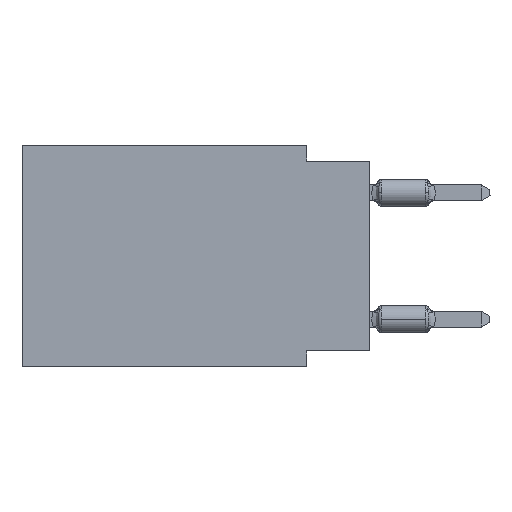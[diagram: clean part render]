
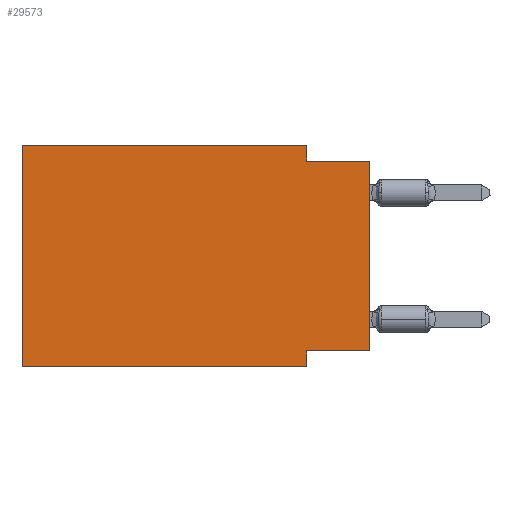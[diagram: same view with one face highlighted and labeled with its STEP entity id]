
A CAD part, left-side view. The second image highlights one B-rep face of the part: STEP entity #29573.
In plain terms, the highlighted planar face has unit normal (-1, 0, 0).
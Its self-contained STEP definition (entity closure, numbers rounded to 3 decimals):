
#188 = CARTESIAN_POINT ( 'NONE',  ( 0., 13.97, 0. ) ) ;
#608 = LINE ( 'NONE', #27097, #12685 ) ;
#1028 = CARTESIAN_POINT ( 'NONE',  ( 0., 2.54, -8.255 ) ) ;
#1097 = VECTOR ( 'NONE', #28057, 1000. ) ;
#1901 = CARTESIAN_POINT ( 'NONE',  ( 0., 0., -0.635 ) ) ;
#2273 = CARTESIAN_POINT ( 'NONE',  ( 0., 0., -8.255 ) ) ;
#2431 = VECTOR ( 'NONE', #32186, 1000. ) ;
#2604 = EDGE_CURVE ( 'NONE', #25330, #23013, #15152, .T. ) ;
#3106 = VECTOR ( 'NONE', #14749, 1000. ) ;
#3721 = DIRECTION ( 'NONE',  ( 0., 0., -1. ) ) ;
#4144 = VECTOR ( 'NONE', #15269, 1000. ) ;
#4558 = LINE ( 'NONE', #22233, #3106 ) ;
#4599 = VERTEX_POINT ( 'NONE', #188 ) ;
#5881 = CARTESIAN_POINT ( 'NONE',  ( 0., 2.54, 0. ) ) ;
#6438 = EDGE_LOOP ( 'NONE', ( #13204, #11930, #13288, #25968, #28724, #7843, #7433, #24325 ) ) ;
#6722 = EDGE_CURVE ( 'NONE', #33576, #28858, #608, .T. ) ;
#6758 = VECTOR ( 'NONE', #11980, 1000. ) ;
#7433 = ORIENTED_EDGE ( 'NONE', *, *, #28832, .F. ) ;
#7442 = CARTESIAN_POINT ( 'NONE',  ( 0., 13.97, 0. ) ) ;
#7447 = EDGE_CURVE ( 'NONE', #10313, #14710, #7949, .T. ) ;
#7843 = ORIENTED_EDGE ( 'NONE', *, *, #6722, .T. ) ;
#7949 = LINE ( 'NONE', #18827, #13788 ) ;
#8322 = CARTESIAN_POINT ( 'NONE',  ( 0., 2.54, -0.635 ) ) ;
#9529 = EDGE_CURVE ( 'NONE', #4599, #27443, #23257, .T. ) ;
#10313 = VERTEX_POINT ( 'NONE', #2273 ) ;
#11126 = CARTESIAN_POINT ( 'NONE',  ( 0., 0., 0. ) ) ;
#11588 = CARTESIAN_POINT ( 'NONE',  ( 0., 0., -0.635 ) ) ;
#11628 = DIRECTION ( 'NONE',  ( 0., -1., 0. ) ) ;
#11930 = ORIENTED_EDGE ( 'NONE', *, *, #2604, .F. ) ;
#11980 = DIRECTION ( 'NONE',  ( 0., 0., -1. ) ) ;
#12323 = CARTESIAN_POINT ( 'NONE',  ( 0., 2.54, -8.89 ) ) ;
#12685 = VECTOR ( 'NONE', #11628, 1000. ) ;
#13204 = ORIENTED_EDGE ( 'NONE', *, *, #28669, .T. ) ;
#13288 = ORIENTED_EDGE ( 'NONE', *, *, #28697, .F. ) ;
#13788 = VECTOR ( 'NONE', #18661, 1000. ) ;
#13824 = VECTOR ( 'NONE', #21842, 1000. ) ;
#14026 = LINE ( 'NONE', #5881, #2431 ) ;
#14537 = CARTESIAN_POINT ( 'NONE',  ( 0., 2.54, -8.89 ) ) ;
#14710 = VERTEX_POINT ( 'NONE', #1028 ) ;
#14749 = DIRECTION ( 'NONE',  ( 0., 0., 1. ) ) ;
#15152 = LINE ( 'NONE', #1901, #1097 ) ;
#15269 = DIRECTION ( 'NONE',  ( 0., -1., 0. ) ) ;
#16407 = CARTESIAN_POINT ( 'NONE',  ( 0., 2.54, 0. ) ) ;
#17120 = FACE_OUTER_BOUND ( 'NONE', #6438, .T. ) ;
#18661 = DIRECTION ( 'NONE',  ( 0., 1., 0. ) ) ;
#18827 = CARTESIAN_POINT ( 'NONE',  ( 0., 0., -8.255 ) ) ;
#19003 = PLANE ( 'NONE',  #20357 ) ;
#19172 = DIRECTION ( 'NONE',  ( 1., 0., 0. ) ) ;
#20357 = AXIS2_PLACEMENT_3D ( 'NONE', #32572, #19172, #3721 ) ;
#21842 = DIRECTION ( 'NONE',  ( 0., 0., 1. ) ) ;
#22233 = CARTESIAN_POINT ( 'NONE',  ( 0., 13.97, 0. ) ) ;
#23013 = VERTEX_POINT ( 'NONE', #11588 ) ;
#23257 = LINE ( 'NONE', #7442, #4144 ) ;
#23822 = CARTESIAN_POINT ( 'NONE',  ( 0., 13.97, -8.89 ) ) ;
#24325 = ORIENTED_EDGE ( 'NONE', *, *, #7447, .F. ) ;
#25228 = LINE ( 'NONE', #14537, #6758 ) ;
#25330 = VERTEX_POINT ( 'NONE', #8322 ) ;
#25952 = EDGE_CURVE ( 'NONE', #33576, #4599, #4558, .T. ) ;
#25968 = ORIENTED_EDGE ( 'NONE', *, *, #9529, .F. ) ;
#27097 = CARTESIAN_POINT ( 'NONE',  ( 0., 13.97, -8.89 ) ) ;
#27443 = VERTEX_POINT ( 'NONE', #16407 ) ;
#28057 = DIRECTION ( 'NONE',  ( 0., -1., 0. ) ) ;
#28669 = EDGE_CURVE ( 'NONE', #10313, #23013, #32359, .T. ) ;
#28697 = EDGE_CURVE ( 'NONE', #27443, #25330, #14026, .T. ) ;
#28724 = ORIENTED_EDGE ( 'NONE', *, *, #25952, .F. ) ;
#28832 = EDGE_CURVE ( 'NONE', #14710, #28858, #25228, .T. ) ;
#28858 = VERTEX_POINT ( 'NONE', #12323 ) ;
#29573 = ADVANCED_FACE ( 'NONE', ( #17120 ), #19003, .F. ) ;
#32186 = DIRECTION ( 'NONE',  ( 0., 0., -1. ) ) ;
#32359 = LINE ( 'NONE', #11126, #13824 ) ;
#32572 = CARTESIAN_POINT ( 'NONE',  ( 0., 13.97, 0. ) ) ;
#33576 = VERTEX_POINT ( 'NONE', #23822 ) ;
